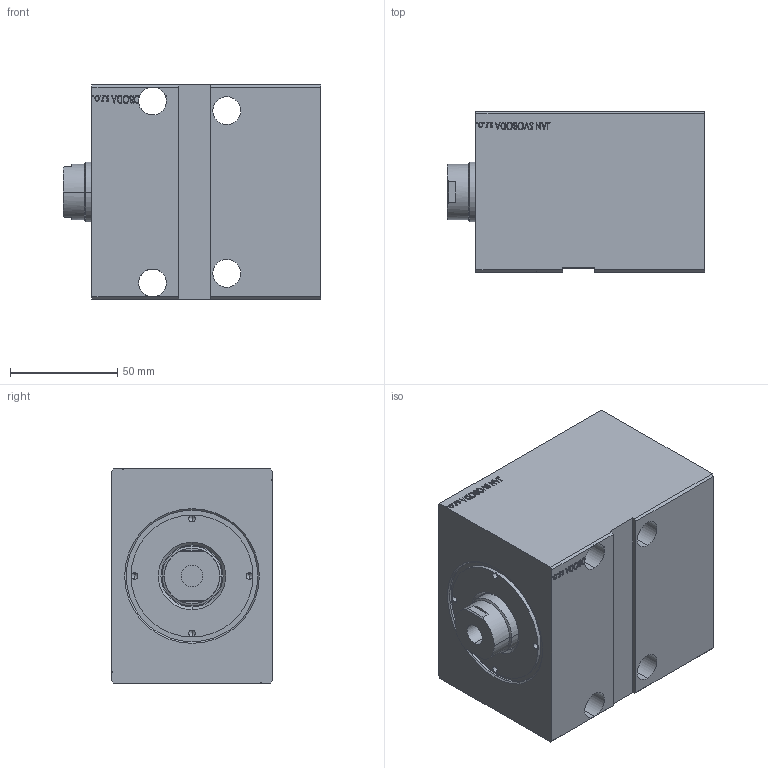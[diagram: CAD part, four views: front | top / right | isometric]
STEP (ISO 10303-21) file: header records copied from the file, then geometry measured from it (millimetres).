
FILE_DESCRIPTION (( 'STEP AP203' ), '1' );
FILE_NAME ('9545.STEP', '2020-09-21T13:20:14', ( '' ), ( '' ), 'SwSTEP 2.0', 'SolidWorks 2019', '' );
FILE_SCHEMA (( 'CONFIG_CONTROL_DESIGN' ));
Length unit declared in the file: millimetre
Products named in the file (4): V500CZ_VCP_E b342f06c4c5bf33a2ccfaadf36dcef7e; 9545; V500CZ_E b342f06c4c5bf33a2ccfaadf36dcef7e; V500CZ_VC_vysunovaci_E b342f06c4c5bf33a2ccfaadf36dcef7e
Assembly tree (3 placements, depth 2):
  9545
    V500CZ_E b342f06c4c5bf33a2ccfaadf36dcef7e
    V500CZ_VC_vysunovaci_E b342f06c4c5bf33a2ccfaadf36dcef7e
    V500CZ_VCP_E b342f06c4c5bf33a2ccfaadf36dcef7e
Bounding box: 120.5 x 75 x 100 mm (x, y, z)
Volume: 728354.6 mm3; surface area: 95455.2 mm2
Topology: 3 solids, 3 shells, 742 faces, 1926 edges, 1272 vertices
Faces by surface type: bspline 344, plane 332, cylinder 52, cone 14
Entity records: 38803 total; most frequent: CARTESIAN_POINT 22513, ORIENTED_EDGE 3836, DIRECTION 2150, EDGE_CURVE 1918, VERTEX_POINT 1272, VECTOR 1094, LINE 1094, EDGE_LOOP 844
